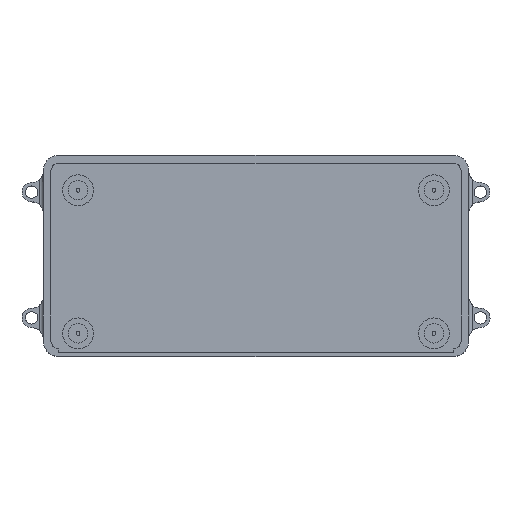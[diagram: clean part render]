
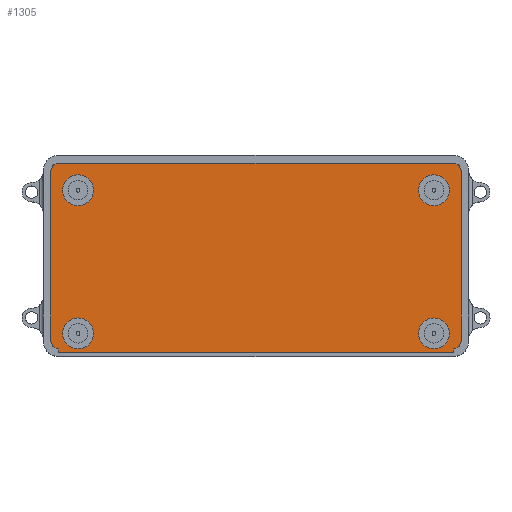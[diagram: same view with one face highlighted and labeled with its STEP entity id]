
A CAD part, top view. The second image highlights one B-rep face of the part: STEP entity #1305.
In plain terms, the highlighted planar face has unit normal (0, 0, 1).
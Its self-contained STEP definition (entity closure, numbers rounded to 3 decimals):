
#24=FACE_BOUND('',#285,.T.);
#25=FACE_BOUND('',#286,.T.);
#26=FACE_BOUND('',#287,.T.);
#27=FACE_BOUND('',#288,.T.);
#87=CIRCLE('',#1444,4.);
#88=CIRCLE('',#1447,2.);
#89=CIRCLE('',#1448,2.);
#90=CIRCLE('',#1449,2.);
#91=CIRCLE('',#1450,2.);
#92=CIRCLE('',#1451,4.);
#93=CIRCLE('',#1452,4.);
#94=CIRCLE('',#1453,4.);
#132=PLANE('',#1446);
#198=FACE_OUTER_BOUND('',#284,.T.);
#284=EDGE_LOOP('',(#1050,#1051,#1052,#1053,#1054,#1055,#1056,#1057,#1058,
#1059));
#285=EDGE_LOOP('',(#1060));
#286=EDGE_LOOP('',(#1061));
#287=EDGE_LOOP('',(#1062));
#288=EDGE_LOOP('',(#1063));
#390=LINE('',#2230,#494);
#391=LINE('',#2232,#495);
#392=LINE('',#2234,#496);
#393=LINE('',#2238,#497);
#394=LINE('',#2242,#498);
#395=LINE('',#2245,#499);
#494=VECTOR('',#1768,10.);
#495=VECTOR('',#1769,10.);
#496=VECTOR('',#1770,10.);
#497=VECTOR('',#1773,10.);
#498=VECTOR('',#1776,10.);
#499=VECTOR('',#1779,10.);
#624=VERTEX_POINT('',#2221);
#625=VERTEX_POINT('',#2226);
#626=VERTEX_POINT('',#2227);
#627=VERTEX_POINT('',#2229);
#628=VERTEX_POINT('',#2231);
#629=VERTEX_POINT('',#2233);
#630=VERTEX_POINT('',#2235);
#631=VERTEX_POINT('',#2237);
#632=VERTEX_POINT('',#2239);
#633=VERTEX_POINT('',#2241);
#634=VERTEX_POINT('',#2243);
#635=VERTEX_POINT('',#2246);
#636=VERTEX_POINT('',#2248);
#637=VERTEX_POINT('',#2250);
#785=EDGE_CURVE('',#624,#624,#87,.T.);
#786=EDGE_CURVE('',#625,#626,#88,.F.);
#787=EDGE_CURVE('',#626,#627,#390,.T.);
#788=EDGE_CURVE('',#627,#628,#391,.T.);
#789=EDGE_CURVE('',#629,#628,#392,.T.);
#790=EDGE_CURVE('',#629,#630,#89,.T.);
#791=EDGE_CURVE('',#631,#630,#393,.F.);
#792=EDGE_CURVE('',#631,#632,#90,.T.);
#793=EDGE_CURVE('',#633,#632,#394,.F.);
#794=EDGE_CURVE('',#633,#634,#91,.T.);
#795=EDGE_CURVE('',#625,#634,#395,.F.);
#796=EDGE_CURVE('',#635,#635,#92,.T.);
#797=EDGE_CURVE('',#636,#636,#93,.T.);
#798=EDGE_CURVE('',#637,#637,#94,.T.);
#1050=ORIENTED_EDGE('',*,*,#786,.T.);
#1051=ORIENTED_EDGE('',*,*,#787,.T.);
#1052=ORIENTED_EDGE('',*,*,#788,.T.);
#1053=ORIENTED_EDGE('',*,*,#789,.F.);
#1054=ORIENTED_EDGE('',*,*,#790,.T.);
#1055=ORIENTED_EDGE('',*,*,#791,.F.);
#1056=ORIENTED_EDGE('',*,*,#792,.T.);
#1057=ORIENTED_EDGE('',*,*,#793,.F.);
#1058=ORIENTED_EDGE('',*,*,#794,.T.);
#1059=ORIENTED_EDGE('',*,*,#795,.F.);
#1060=ORIENTED_EDGE('',*,*,#796,.T.);
#1061=ORIENTED_EDGE('',*,*,#797,.T.);
#1062=ORIENTED_EDGE('',*,*,#798,.T.);
#1063=ORIENTED_EDGE('',*,*,#785,.T.);
#1305=ADVANCED_FACE('',(#198,#24,#25,#26,#27),#132,.T.);
#1444=AXIS2_PLACEMENT_3D('',#2223,#1760,#1761);
#1446=AXIS2_PLACEMENT_3D('',#2225,#1764,#1765);
#1447=AXIS2_PLACEMENT_3D('',#2228,#1766,#1767);
#1448=AXIS2_PLACEMENT_3D('',#2236,#1771,#1772);
#1449=AXIS2_PLACEMENT_3D('',#2240,#1774,#1775);
#1450=AXIS2_PLACEMENT_3D('',#2244,#1777,#1778);
#1451=AXIS2_PLACEMENT_3D('',#2247,#1780,#1781);
#1452=AXIS2_PLACEMENT_3D('',#2249,#1782,#1783);
#1453=AXIS2_PLACEMENT_3D('',#2251,#1784,#1785);
#1760=DIRECTION('center_axis',(0.,0.,-1.));
#1761=DIRECTION('ref_axis',(-1.,0.,0.));
#1764=DIRECTION('center_axis',(0.,0.,1.));
#1765=DIRECTION('ref_axis',(1.,0.,0.));
#1766=DIRECTION('center_axis',(0.,0.,-1.));
#1767=DIRECTION('ref_axis',(-0.707,-0.707,0.));
#1768=DIRECTION('',(0.,-1.,0.));
#1769=DIRECTION('',(1.,0.,0.));
#1770=DIRECTION('',(0.,-1.,0.));
#1771=DIRECTION('center_axis',(0.,0.,1.));
#1772=DIRECTION('ref_axis',(0.707,-0.707,0.));
#1773=DIRECTION('',(0.,1.,0.));
#1774=DIRECTION('center_axis',(0.,0.,1.));
#1775=DIRECTION('ref_axis',(0.707,0.707,0.));
#1776=DIRECTION('',(-1.,0.,0.));
#1777=DIRECTION('center_axis',(0.,0.,1.));
#1778=DIRECTION('ref_axis',(-0.707,0.707,0.));
#1779=DIRECTION('',(0.,-1.,0.));
#1780=DIRECTION('center_axis',(0.,0.,-1.));
#1781=DIRECTION('ref_axis',(-1.,0.,0.));
#1782=DIRECTION('center_axis',(0.,0.,-1.));
#1783=DIRECTION('ref_axis',(-1.,0.,0.));
#1784=DIRECTION('center_axis',(0.,0.,-1.));
#1785=DIRECTION('ref_axis',(-1.,0.,0.));
#2221=CARTESIAN_POINT('',(100.,4.,2.));
#2223=CARTESIAN_POINT('Origin',(96.,4.,2.));
#2225=CARTESIAN_POINT('Origin',(50.,24.,2.));
#2226=CARTESIAN_POINT('',(-3.,2.,2.));
#2227=CARTESIAN_POINT('',(-1.,0.,2.));
#2228=CARTESIAN_POINT('Origin',(-1.,2.,2.));
#2229=CARTESIAN_POINT('',(-1.,-1.,2.));
#2230=CARTESIAN_POINT('',(-1.,0.,2.));
#2231=CARTESIAN_POINT('',(101.,-1.,2.));
#2232=CARTESIAN_POINT('',(22.5,-1.,2.));
#2233=CARTESIAN_POINT('',(101.,0.,2.));
#2234=CARTESIAN_POINT('',(101.,0.,2.));
#2235=CARTESIAN_POINT('',(103.,2.,2.));
#2236=CARTESIAN_POINT('Origin',(101.,2.,2.));
#2237=CARTESIAN_POINT('',(103.,46.,2.));
#2238=CARTESIAN_POINT('',(103.,11.,2.));
#2239=CARTESIAN_POINT('',(101.,48.,2.));
#2240=CARTESIAN_POINT('Origin',(101.,46.,2.));
#2241=CARTESIAN_POINT('',(-1.,48.,2.));
#2242=CARTESIAN_POINT('',(77.5,48.,2.));
#2243=CARTESIAN_POINT('',(-3.,46.,2.));
#2244=CARTESIAN_POINT('Origin',(-1.,46.,2.));
#2245=CARTESIAN_POINT('',(-3.,37.,2.));
#2246=CARTESIAN_POINT('',(100.,41.,2.));
#2247=CARTESIAN_POINT('Origin',(96.,41.,2.));
#2248=CARTESIAN_POINT('',(8.,4.,2.));
#2249=CARTESIAN_POINT('Origin',(4.,4.,2.));
#2250=CARTESIAN_POINT('',(8.,41.,2.));
#2251=CARTESIAN_POINT('Origin',(4.,41.,2.));
